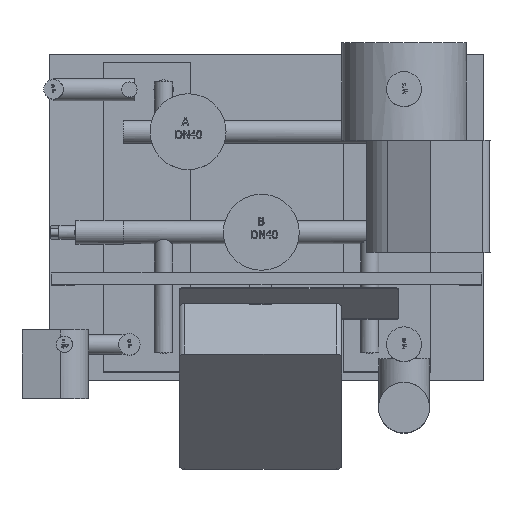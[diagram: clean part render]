
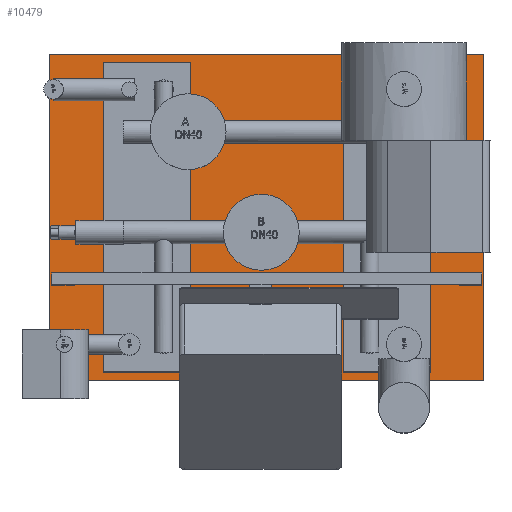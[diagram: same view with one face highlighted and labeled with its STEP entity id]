
A CAD part, top view. The second image highlights one B-rep face of the part: STEP entity #10479.
In plain terms, the highlighted planar face has unit normal (0, 0, 1).
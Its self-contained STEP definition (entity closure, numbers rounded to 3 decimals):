
#266=FACE_BOUND('',#1798,.T.);
#267=FACE_BOUND('',#1799,.T.);
#268=FACE_BOUND('',#1800,.T.);
#269=FACE_BOUND('',#1801,.T.);
#1175=FACE_OUTER_BOUND('',#1797,.T.);
#1797=EDGE_LOOP('',(#8738,#8739,#8740,#8741));
#1798=EDGE_LOOP('',(#8742,#8743,#8744,#8745));
#1799=EDGE_LOOP('',(#8746,#8747,#8748,#8749));
#1800=EDGE_LOOP('',(#8750,#8751,#8752,#8753));
#1801=EDGE_LOOP('',(#8754,#8755,#8756,#8757));
#2816=LINE('',#18074,#3869);
#2817=LINE('',#18076,#3870);
#2818=LINE('',#18078,#3871);
#2819=LINE('',#18079,#3872);
#2820=LINE('',#18082,#3873);
#2821=LINE('',#18084,#3874);
#2822=LINE('',#18086,#3875);
#2823=LINE('',#18087,#3876);
#2824=LINE('',#18090,#3877);
#2825=LINE('',#18092,#3878);
#2826=LINE('',#18094,#3879);
#2827=LINE('',#18095,#3880);
#2828=LINE('',#18098,#3881);
#2829=LINE('',#18100,#3882);
#2830=LINE('',#18102,#3883);
#2831=LINE('',#18103,#3884);
#2832=LINE('',#18106,#3885);
#2833=LINE('',#18108,#3886);
#2834=LINE('',#18110,#3887);
#2835=LINE('',#18111,#3888);
#3869=VECTOR('',#12698,10.);
#3870=VECTOR('',#12699,10.);
#3871=VECTOR('',#12700,10.);
#3872=VECTOR('',#12701,10.);
#3873=VECTOR('',#12702,10.);
#3874=VECTOR('',#12703,10.);
#3875=VECTOR('',#12704,10.);
#3876=VECTOR('',#12705,10.);
#3877=VECTOR('',#12706,10.);
#3878=VECTOR('',#12707,10.);
#3879=VECTOR('',#12708,10.);
#3880=VECTOR('',#12709,10.);
#3881=VECTOR('',#12710,10.);
#3882=VECTOR('',#12711,10.);
#3883=VECTOR('',#12712,10.);
#3884=VECTOR('',#12713,10.);
#3885=VECTOR('',#12714,10.);
#3886=VECTOR('',#12715,10.);
#3887=VECTOR('',#12716,10.);
#3888=VECTOR('',#12717,10.);
#4868=VERTEX_POINT('',#18072);
#4869=VERTEX_POINT('',#18073);
#4870=VERTEX_POINT('',#18075);
#4871=VERTEX_POINT('',#18077);
#4872=VERTEX_POINT('',#18080);
#4873=VERTEX_POINT('',#18081);
#4874=VERTEX_POINT('',#18083);
#4875=VERTEX_POINT('',#18085);
#4876=VERTEX_POINT('',#18088);
#4877=VERTEX_POINT('',#18089);
#4878=VERTEX_POINT('',#18091);
#4879=VERTEX_POINT('',#18093);
#4880=VERTEX_POINT('',#18096);
#4881=VERTEX_POINT('',#18097);
#4882=VERTEX_POINT('',#18099);
#4883=VERTEX_POINT('',#18101);
#4884=VERTEX_POINT('',#18104);
#4885=VERTEX_POINT('',#18105);
#4886=VERTEX_POINT('',#18107);
#4887=VERTEX_POINT('',#18109);
#6249=EDGE_CURVE('',#4868,#4869,#2816,.T.);
#6250=EDGE_CURVE('',#4869,#4870,#2817,.T.);
#6251=EDGE_CURVE('',#4870,#4871,#2818,.T.);
#6252=EDGE_CURVE('',#4871,#4868,#2819,.T.);
#6253=EDGE_CURVE('',#4872,#4873,#2820,.T.);
#6254=EDGE_CURVE('',#4873,#4874,#2821,.T.);
#6255=EDGE_CURVE('',#4874,#4875,#2822,.T.);
#6256=EDGE_CURVE('',#4875,#4872,#2823,.T.);
#6257=EDGE_CURVE('',#4876,#4877,#2824,.T.);
#6258=EDGE_CURVE('',#4877,#4878,#2825,.T.);
#6259=EDGE_CURVE('',#4878,#4879,#2826,.T.);
#6260=EDGE_CURVE('',#4879,#4876,#2827,.T.);
#6261=EDGE_CURVE('',#4880,#4881,#2828,.T.);
#6262=EDGE_CURVE('',#4881,#4882,#2829,.T.);
#6263=EDGE_CURVE('',#4882,#4883,#2830,.T.);
#6264=EDGE_CURVE('',#4883,#4880,#2831,.T.);
#6265=EDGE_CURVE('',#4884,#4885,#2832,.T.);
#6266=EDGE_CURVE('',#4885,#4886,#2833,.T.);
#6267=EDGE_CURVE('',#4886,#4887,#2834,.T.);
#6268=EDGE_CURVE('',#4887,#4884,#2835,.T.);
#8738=ORIENTED_EDGE('',*,*,#6249,.T.);
#8739=ORIENTED_EDGE('',*,*,#6250,.T.);
#8740=ORIENTED_EDGE('',*,*,#6251,.T.);
#8741=ORIENTED_EDGE('',*,*,#6252,.T.);
#8742=ORIENTED_EDGE('',*,*,#6253,.T.);
#8743=ORIENTED_EDGE('',*,*,#6254,.T.);
#8744=ORIENTED_EDGE('',*,*,#6255,.T.);
#8745=ORIENTED_EDGE('',*,*,#6256,.T.);
#8746=ORIENTED_EDGE('',*,*,#6257,.T.);
#8747=ORIENTED_EDGE('',*,*,#6258,.T.);
#8748=ORIENTED_EDGE('',*,*,#6259,.T.);
#8749=ORIENTED_EDGE('',*,*,#6260,.T.);
#8750=ORIENTED_EDGE('',*,*,#6261,.T.);
#8751=ORIENTED_EDGE('',*,*,#6262,.T.);
#8752=ORIENTED_EDGE('',*,*,#6263,.T.);
#8753=ORIENTED_EDGE('',*,*,#6264,.T.);
#8754=ORIENTED_EDGE('',*,*,#6265,.T.);
#8755=ORIENTED_EDGE('',*,*,#6266,.T.);
#8756=ORIENTED_EDGE('',*,*,#6267,.T.);
#8757=ORIENTED_EDGE('',*,*,#6268,.T.);
#9947=PLANE('',#10972);
#10479=ADVANCED_FACE('',(#1175,#266,#267,#268,#269),#9947,.T.);
#10972=AXIS2_PLACEMENT_3D('',#18071,#12696,#12697);
#12696=DIRECTION('center_axis',(0.,0.,1.));
#12697=DIRECTION('ref_axis',(1.,0.,0.));
#12698=DIRECTION('',(1.,0.,0.));
#12699=DIRECTION('',(0.,1.,0.));
#12700=DIRECTION('',(-1.,0.,0.));
#12701=DIRECTION('',(0.,-1.,0.));
#12702=DIRECTION('',(0.,1.,0.));
#12703=DIRECTION('',(1.,0.,0.));
#12704=DIRECTION('',(0.,-1.,0.));
#12705=DIRECTION('',(-1.,0.,0.));
#12706=DIRECTION('',(0.,1.,0.));
#12707=DIRECTION('',(1.,0.,0.));
#12708=DIRECTION('',(0.,-1.,0.));
#12709=DIRECTION('',(-1.,0.,0.));
#12710=DIRECTION('',(0.,-1.,0.));
#12711=DIRECTION('',(-1.,0.,0.));
#12712=DIRECTION('',(0.,1.,0.));
#12713=DIRECTION('',(1.,0.,0.));
#12714=DIRECTION('',(0.,1.,0.));
#12715=DIRECTION('',(1.,0.,0.));
#12716=DIRECTION('',(0.,-1.,0.));
#12717=DIRECTION('',(-1.,0.,0.));
#18071=CARTESIAN_POINT('Origin',(0.,0.,
50.));
#18072=CARTESIAN_POINT('',(-400.,-300.,50.));
#18073=CARTESIAN_POINT('',(400.,-300.,50.));
#18074=CARTESIAN_POINT('',(-400.,-300.,50.));
#18075=CARTESIAN_POINT('',(400.,300.,50.));
#18076=CARTESIAN_POINT('',(400.,-300.,50.));
#18077=CARTESIAN_POINT('',(-400.,300.,50.));
#18078=CARTESIAN_POINT('',(400.,300.,50.));
#18079=CARTESIAN_POINT('',(-400.,300.,50.));
#18080=CARTESIAN_POINT('',(-301.7,-285.,50.));
#18081=CARTESIAN_POINT('',(-301.7,285.,50.));
#18082=CARTESIAN_POINT('',(-301.7,142.5,50.));
#18083=CARTESIAN_POINT('',(-141.3,285.,50.));
#18084=CARTESIAN_POINT('',(-70.65,285.,50.));
#18085=CARTESIAN_POINT('',(-141.3,-285.,50.));
#18086=CARTESIAN_POINT('',(-141.3,-142.5,50.));
#18087=CARTESIAN_POINT('',(-150.85,-285.,50.));
#18088=CARTESIAN_POINT('',(141.3,-285.,50.));
#18089=CARTESIAN_POINT('',(141.3,285.,50.));
#18090=CARTESIAN_POINT('',(141.3,142.5,50.));
#18091=CARTESIAN_POINT('',(301.7,285.,50.));
#18092=CARTESIAN_POINT('',(150.85,285.,50.));
#18093=CARTESIAN_POINT('',(301.7,-285.,50.));
#18094=CARTESIAN_POINT('',(301.7,-142.5,50.));
#18095=CARTESIAN_POINT('',(70.65,-285.,50.));
#18096=CARTESIAN_POINT('',(396.,-104.,50.));
#18097=CARTESIAN_POINT('',(396.,-125.,50.));
#18098=CARTESIAN_POINT('',(396.,-62.5,50.));
#18099=CARTESIAN_POINT('',(355.,-125.,50.));
#18100=CARTESIAN_POINT('',(0.,-125.,50.));
#18101=CARTESIAN_POINT('',(355.,-104.,50.));
#18102=CARTESIAN_POINT('',(355.,-62.5,50.));
#18103=CARTESIAN_POINT('',(0.,-104.,50.));
#18104=CARTESIAN_POINT('',(-396.,-125.,50.));
#18105=CARTESIAN_POINT('',(-396.,-104.,50.));
#18106=CARTESIAN_POINT('',(-396.,-62.5,50.));
#18107=CARTESIAN_POINT('',(-355.,-104.,50.));
#18108=CARTESIAN_POINT('',(0.,-104.,50.));
#18109=CARTESIAN_POINT('',(-355.,-125.,50.));
#18110=CARTESIAN_POINT('',(-355.,-62.5,50.));
#18111=CARTESIAN_POINT('',(0.,-125.,50.));
